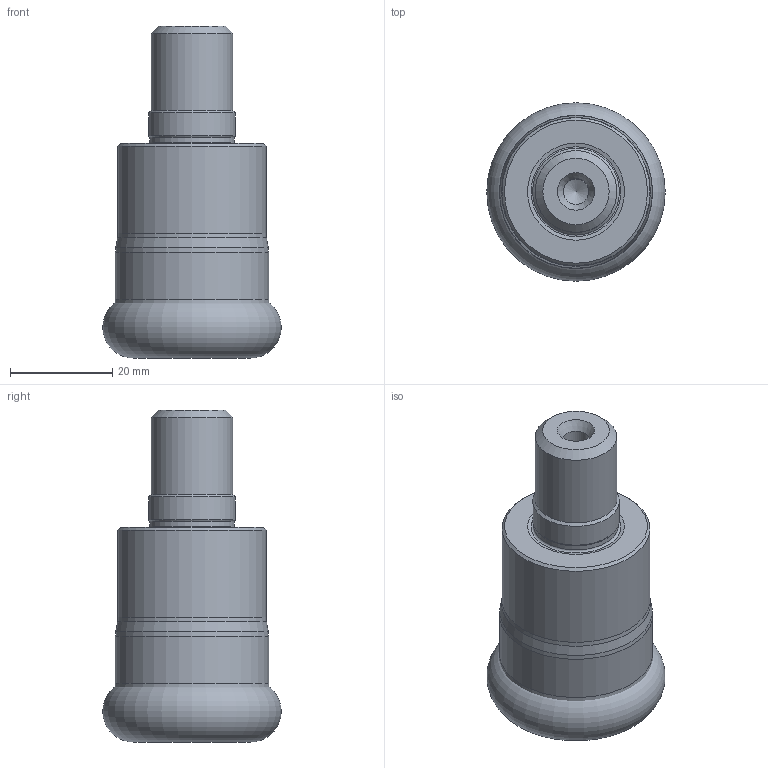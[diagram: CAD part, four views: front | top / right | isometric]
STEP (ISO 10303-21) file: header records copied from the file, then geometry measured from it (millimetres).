
FILE_DESCRIPTION(/* description */ (''),/* implementation_level */ '2;1');
FILE_NAME(/* name */ '35E4R042M16-SCRD12-CF-SIM.stp',/* time_stamp */ '2020-03-02T13:23:48+01:00',/* author */ (''),/* organization */ (''),/* preprocessor_version */ 'ST-DEVELOPER v16.7',/* originating_system */ 'SIEMENS PLM Software NX 12.0',/* authorisation */ '');
FILE_SCHEMA (('AUTOMOTIVE_DESIGN { 1 0 10303 214 3 1 1 1 }'));
Length unit declared in the file: millimetre
Products named in the file (1): hm152E8813C8k9i7
Bounding box: 34.95 x 34.95 x 65 mm (x, y, z)
Volume: 40204.1 mm3; surface area: 9806.1 mm2
Topology: 2 solids, 2 shells, 25 faces, 57 edges, 35 vertices
Faces by surface type: cone 8, torus 8, cylinder 6, plane 3
Full cylindrical faces by diameter (mm): 5 x1, 16 x1, 16.6 x1, 17 x1, 29 x1, 30 x1
Entity records: 531 total; most frequent: DIRECTION 98, CARTESIAN_POINT 74, AXIS2_PLACEMENT_3D 49, FACE_BOUND 47, EDGE_LOOP 46, ORIENTED_EDGE 46, ADVANCED_FACE 25, VERTEX_POINT 25
